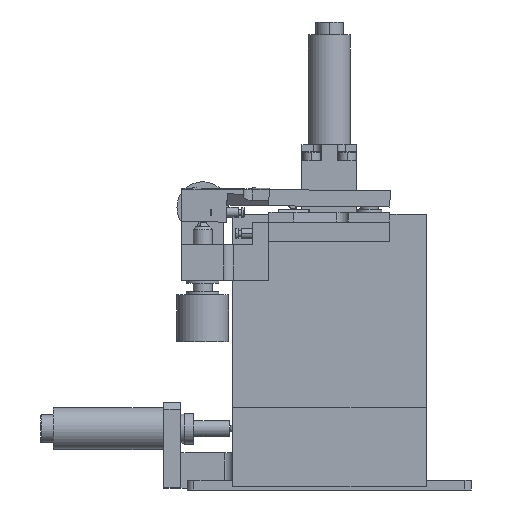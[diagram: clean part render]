
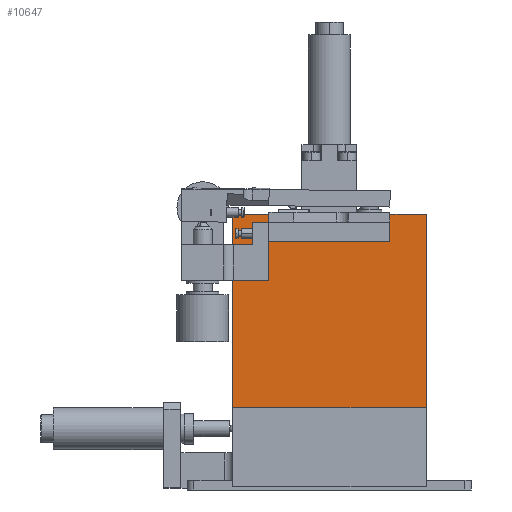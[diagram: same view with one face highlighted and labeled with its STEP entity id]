
A CAD part, front view. The second image highlights one B-rep face of the part: STEP entity #10647.
In plain terms, the highlighted planar face has unit normal (0, -1, 0).
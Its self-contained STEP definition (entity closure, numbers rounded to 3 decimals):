
#372 = VECTOR ( 'NONE', #22234, 1000. ) ;
#747 = DIRECTION ( 'NONE',  ( 1., 0., 0. ) ) ;
#1034 = CARTESIAN_POINT ( 'NONE',  ( -26.25, 85.468, 43.25 ) ) ;
#1218 = EDGE_CURVE ( 'NONE', #23122, #24858, #21402, .T. ) ;
#1398 = CARTESIAN_POINT ( 'NONE',  ( 33.75, 85.468, 85.5 ) ) ;
#1475 = AXIS2_PLACEMENT_3D ( 'NONE', #3600, #17079, #5545 ) ;
#2057 = CARTESIAN_POINT ( 'NONE',  ( 3.75, 85.468, 85.5 ) ) ;
#2257 = EDGE_CURVE ( 'NONE', #18799, #10500, #4038, .T. ) ;
#2734 = DIRECTION ( 'NONE',  ( 1., 0., 0. ) ) ;
#3566 = EDGE_CURVE ( 'NONE', #22705, #15602, #24521, .T. ) ;
#3600 = CARTESIAN_POINT ( 'NONE',  ( -26.25, 85.468, 85.5 ) ) ;
#4038 = LINE ( 'NONE', #2057, #22214 ) ;
#4988 = CARTESIAN_POINT ( 'NONE',  ( -26.25, 85.468, 85.5 ) ) ;
#5339 = ORIENTED_EDGE ( 'NONE', *, *, #7927, .F. ) ;
#5545 = DIRECTION ( 'NONE',  ( 0., 0., -1. ) ) ;
#5754 = VECTOR ( 'NONE', #9147, 1000. ) ;
#5938 = VECTOR ( 'NONE', #18939, 1000. ) ;
#6290 = VECTOR ( 'NONE', #747, 1000. ) ;
#6467 = EDGE_LOOP ( 'NONE', ( #14520, #19672, #22785, #7550, #22040, #5339, #23729, #16533 ) ) ;
#7085 = CARTESIAN_POINT ( 'NONE',  ( 22.5, 85.468, 77. ) ) ;
#7307 = VECTOR ( 'NONE', #11769, 1000. ) ;
#7327 = LINE ( 'NONE', #13548, #11832 ) ;
#7550 = ORIENTED_EDGE ( 'NONE', *, *, #3566, .F. ) ;
#7927 = EDGE_CURVE ( 'NONE', #19099, #24088, #23375, .T. ) ;
#8081 = FACE_OUTER_BOUND ( 'NONE', #6467, .T. ) ;
#8896 = CARTESIAN_POINT ( 'NONE',  ( 33.75, 85.468, 43.25 ) ) ;
#9147 = DIRECTION ( 'NONE',  ( 0., 0., 1. ) ) ;
#9252 = LINE ( 'NONE', #10575, #13748 ) ;
#9901 = EDGE_CURVE ( 'NONE', #19099, #10500, #21202, .T. ) ;
#10500 = VERTEX_POINT ( 'NONE', #1398 ) ;
#10575 = CARTESIAN_POINT ( 'NONE',  ( -15., 85.468, 55.5 ) ) ;
#10647 = ADVANCED_FACE ( 'NONE', ( #8081 ), #18976, .T. ) ;
#11726 = CARTESIAN_POINT ( 'NONE',  ( 3.75, 85.468, 25.5 ) ) ;
#11769 = DIRECTION ( 'NONE',  ( -1., 0., 0. ) ) ;
#11832 = VECTOR ( 'NONE', #15511, 1000. ) ;
#12251 = CARTESIAN_POINT ( 'NONE',  ( 33.75, 85.468, 25.5 ) ) ;
#12973 = CARTESIAN_POINT ( 'NONE',  ( -15., 85.468, 77. ) ) ;
#13548 = CARTESIAN_POINT ( 'NONE',  ( 22.5, 85.468, 55.5 ) ) ;
#13748 = VECTOR ( 'NONE', #18261, 1000. ) ;
#14520 = ORIENTED_EDGE ( 'NONE', *, *, #21985, .T. ) ;
#14782 = CARTESIAN_POINT ( 'NONE',  ( 22.5, 85.468, 85.5 ) ) ;
#15180 = LINE ( 'NONE', #1034, #372 ) ;
#15511 = DIRECTION ( 'NONE',  ( 0., 0., -1. ) ) ;
#15549 = EDGE_CURVE ( 'NONE', #24858, #15602, #9252, .T. ) ;
#15602 = VERTEX_POINT ( 'NONE', #20300 ) ;
#16533 = ORIENTED_EDGE ( 'NONE', *, *, #2257, .F. ) ;
#17079 = DIRECTION ( 'NONE',  ( 0., -1., 0. ) ) ;
#18261 = DIRECTION ( 'NONE',  ( 0., 0., 1. ) ) ;
#18799 = VERTEX_POINT ( 'NONE', #14782 ) ;
#18866 = CARTESIAN_POINT ( 'NONE',  ( 3.75, 85.468, 85.5 ) ) ;
#18939 = DIRECTION ( 'NONE',  ( -1., 0., 0. ) ) ;
#18976 = PLANE ( 'NONE',  #1475 ) ;
#19023 = CARTESIAN_POINT ( 'NONE',  ( 3.75, 85.468, 77. ) ) ;
#19099 = VERTEX_POINT ( 'NONE', #12251 ) ;
#19546 = CARTESIAN_POINT ( 'NONE',  ( -26.25, 85.468, 25.5 ) ) ;
#19672 = ORIENTED_EDGE ( 'NONE', *, *, #1218, .T. ) ;
#20258 = EDGE_CURVE ( 'NONE', #24088, #22705, #15180, .T. ) ;
#20300 = CARTESIAN_POINT ( 'NONE',  ( -15., 85.468, 85.5 ) ) ;
#21202 = LINE ( 'NONE', #8896, #5754 ) ;
#21402 = LINE ( 'NONE', #19023, #5938 ) ;
#21985 = EDGE_CURVE ( 'NONE', #18799, #23122, #7327, .T. ) ;
#22040 = ORIENTED_EDGE ( 'NONE', *, *, #20258, .F. ) ;
#22214 = VECTOR ( 'NONE', #2734, 1000. ) ;
#22234 = DIRECTION ( 'NONE',  ( 0., 0., 1. ) ) ;
#22705 = VERTEX_POINT ( 'NONE', #4988 ) ;
#22785 = ORIENTED_EDGE ( 'NONE', *, *, #15549, .T. ) ;
#23122 = VERTEX_POINT ( 'NONE', #7085 ) ;
#23375 = LINE ( 'NONE', #11726, #7307 ) ;
#23729 = ORIENTED_EDGE ( 'NONE', *, *, #9901, .T. ) ;
#24088 = VERTEX_POINT ( 'NONE', #19546 ) ;
#24521 = LINE ( 'NONE', #18866, #6290 ) ;
#24858 = VERTEX_POINT ( 'NONE', #12973 ) ;
